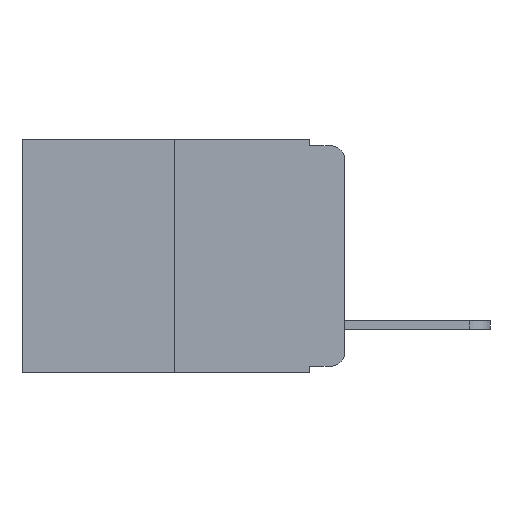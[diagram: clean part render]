
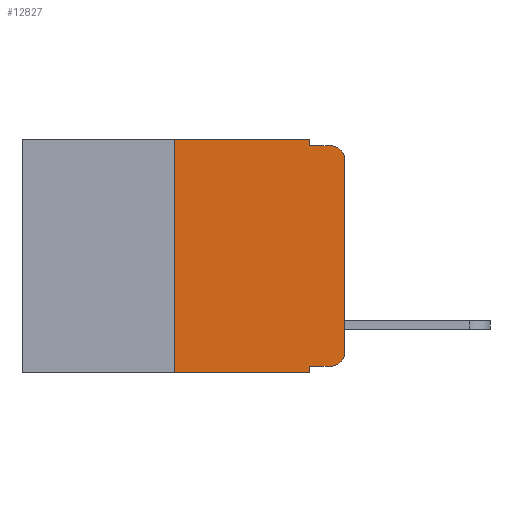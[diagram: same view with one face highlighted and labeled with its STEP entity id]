
A CAD part, left-side view. The second image highlights one B-rep face of the part: STEP entity #12827.
In plain terms, the highlighted planar face has unit normal (-1, 0, 0).
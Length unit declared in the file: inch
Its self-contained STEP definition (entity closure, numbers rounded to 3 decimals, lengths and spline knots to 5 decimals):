
#253 = EDGE_CURVE ( 'NONE', #1781, #5260, #15679, .T. ) ;
#923 = DIRECTION ( 'NONE',  ( 0., 0., -1. ) ) ;
#1132 = CARTESIAN_POINT ( 'NONE',  ( 0., 0.25, 0. ) ) ;
#1306 = VERTEX_POINT ( 'NONE', #5926 ) ;
#1396 = LINE ( 'NONE', #8281, #19006 ) ;
#1444 = CARTESIAN_POINT ( 'NONE',  ( 0., 0.051, 0. ) ) ;
#1456 = VECTOR ( 'NONE', #8282, 39.37008 ) ;
#1781 = VERTEX_POINT ( 'NONE', #3511 ) ;
#2143 = CARTESIAN_POINT ( 'NONE',  ( 0., 0.051, 0. ) ) ;
#2872 = EDGE_CURVE ( 'NONE', #4127, #12922, #16383, .T. ) ;
#2977 = EDGE_CURVE ( 'NONE', #12922, #1306, #14822, .T. ) ;
#3133 = EDGE_CURVE ( 'NONE', #8802, #1306, #20459, .T. ) ;
#3164 = EDGE_CURVE ( 'NONE', #16369, #8802, #11249, .T. ) ;
#3168 = DIRECTION ( 'NONE',  ( 0., 0., -1. ) ) ;
#3235 = EDGE_CURVE ( 'NONE', #1781, #11274, #10236, .T. ) ;
#3511 = CARTESIAN_POINT ( 'NONE',  ( 0., 0.25, -0.343 ) ) ;
#4127 = VERTEX_POINT ( 'NONE', #10803 ) ;
#4465 = DIRECTION ( 'NONE',  ( 0., -1., 0. ) ) ;
#4831 = FACE_OUTER_BOUND ( 'NONE', #16915, .T. ) ;
#5260 = VERTEX_POINT ( 'NONE', #10967 ) ;
#5926 = CARTESIAN_POINT ( 'NONE',  ( 0., 0.02, -0.01 ) ) ;
#6295 = CIRCLE ( 'NONE', #12674, 0.02 ) ;
#7064 = CARTESIAN_POINT ( 'NONE',  ( 0., 0.051, -0.01 ) ) ;
#7144 = CARTESIAN_POINT ( 'NONE',  ( 0., 0.051, 0. ) ) ;
#7346 = ORIENTED_EDGE ( 'NONE', *, *, #7979, .T. ) ;
#7427 = VECTOR ( 'NONE', #3168, 39.37008 ) ;
#7718 = EDGE_CURVE ( 'NONE', #12141, #5260, #21749, .T. ) ;
#7964 = DIRECTION ( 'NONE',  ( 0., 0., 1. ) ) ;
#7975 = EDGE_CURVE ( 'NONE', #12141, #14975, #1396, .T. ) ;
#7979 = EDGE_CURVE ( 'NONE', #14975, #4127, #6295, .T. ) ;
#8281 = CARTESIAN_POINT ( 'NONE',  ( 0., 0.051, -0.333 ) ) ;
#8282 = DIRECTION ( 'NONE',  ( 0., 0., 1. ) ) ;
#8301 = ORIENTED_EDGE ( 'NONE', *, *, #7975, .T. ) ;
#8412 = CARTESIAN_POINT ( 'NONE',  ( 0., 0.25, 0. ) ) ;
#8443 = ORIENTED_EDGE ( 'NONE', *, *, #3133, .F. ) ;
#8666 = CARTESIAN_POINT ( 'NONE',  ( 0., 0., -0.03 ) ) ;
#8802 = VERTEX_POINT ( 'NONE', #7064 ) ;
#9037 = ORIENTED_EDGE ( 'NONE', *, *, #7718, .F. ) ;
#9857 = DIRECTION ( 'NONE',  ( 0., 0., -1. ) ) ;
#9863 = DIRECTION ( 'NONE',  ( 1., 0., 0. ) ) ;
#9872 = CARTESIAN_POINT ( 'NONE',  ( 0., 0.473, 0. ) ) ;
#10028 = ORIENTED_EDGE ( 'NONE', *, *, #3164, .F. ) ;
#10037 = ORIENTED_EDGE ( 'NONE', *, *, #253, .T. ) ;
#10215 = VECTOR ( 'NONE', #18698, 39.37008 ) ;
#10236 = LINE ( 'NONE', #8412, #1456 ) ;
#10283 = ORIENTED_EDGE ( 'NONE', *, *, #3235, .F. ) ;
#10397 = ORIENTED_EDGE ( 'NONE', *, *, #17714, .F. ) ;
#10534 = PLANE ( 'NONE',  #17128 ) ;
#10803 = CARTESIAN_POINT ( 'NONE',  ( 0., 0., -0.313 ) ) ;
#10829 = VECTOR ( 'NONE', #4465, 39.37008 ) ;
#10967 = CARTESIAN_POINT ( 'NONE',  ( 0., 0.051, -0.343 ) ) ;
#11153 = ORIENTED_EDGE ( 'NONE', *, *, #2977, .T. ) ;
#11249 = LINE ( 'NONE', #2143, #7427 ) ;
#11274 = VERTEX_POINT ( 'NONE', #1132 ) ;
#12013 = VECTOR ( 'NONE', #7964, 39.37008 ) ;
#12093 = CARTESIAN_POINT ( 'NONE',  ( 0., 0.02, -0.313 ) ) ;
#12141 = VERTEX_POINT ( 'NONE', #21258 ) ;
#12674 = AXIS2_PLACEMENT_3D ( 'NONE', #12093, #21805, #19821 ) ;
#12827 = ADVANCED_FACE ( 'NONE', ( #4831 ), #10534, .F. ) ;
#12922 = VERTEX_POINT ( 'NONE', #8666 ) ;
#13517 = LINE ( 'NONE', #18387, #10215 ) ;
#14207 = DIRECTION ( 'NONE',  ( -1., 0., 0. ) ) ;
#14822 = CIRCLE ( 'NONE', #20892, 0.02 ) ;
#14975 = VERTEX_POINT ( 'NONE', #18942 ) ;
#15679 = LINE ( 'NONE', #20684, #10829 ) ;
#15788 = CARTESIAN_POINT ( 'NONE',  ( 0., 0.051, -0.01 ) ) ;
#16101 = VECTOR ( 'NONE', #21132, 39.37008 ) ;
#16369 = VERTEX_POINT ( 'NONE', #7144 ) ;
#16383 = LINE ( 'NONE', #19615, #12013 ) ;
#16849 = DIRECTION ( 'NONE',  ( 0., 0., -1. ) ) ;
#16915 = EDGE_LOOP ( 'NONE', ( #21188, #11153, #8443, #10028, #10397, #10283, #10037, #9037, #8301, #7346 ) ) ;
#17128 = AXIS2_PLACEMENT_3D ( 'NONE', #9872, #9863, #9857 ) ;
#17708 = VECTOR ( 'NONE', #923, 39.37008 ) ;
#17714 = EDGE_CURVE ( 'NONE', #11274, #16369, #13517, .T. ) ;
#18387 = CARTESIAN_POINT ( 'NONE',  ( 0., 0.473, 0. ) ) ;
#18698 = DIRECTION ( 'NONE',  ( 0., -1., 0. ) ) ;
#18942 = CARTESIAN_POINT ( 'NONE',  ( 0., 0.02, -0.333 ) ) ;
#19006 = VECTOR ( 'NONE', #21165, 39.37008 ) ;
#19615 = CARTESIAN_POINT ( 'NONE',  ( 0., 0., 0. ) ) ;
#19821 = DIRECTION ( 'NONE',  ( 0., 0., -1. ) ) ;
#20200 = CARTESIAN_POINT ( 'NONE',  ( 0., 0.02, -0.03 ) ) ;
#20459 = LINE ( 'NONE', #15788, #16101 ) ;
#20684 = CARTESIAN_POINT ( 'NONE',  ( 0., 0.473, -0.343 ) ) ;
#20892 = AXIS2_PLACEMENT_3D ( 'NONE', #20200, #14207, #16849 ) ;
#21132 = DIRECTION ( 'NONE',  ( 0., -1., 0. ) ) ;
#21165 = DIRECTION ( 'NONE',  ( 0., -1., 0. ) ) ;
#21188 = ORIENTED_EDGE ( 'NONE', *, *, #2872, .T. ) ;
#21258 = CARTESIAN_POINT ( 'NONE',  ( 0., 0.051, -0.333 ) ) ;
#21749 = LINE ( 'NONE', #1444, #17708 ) ;
#21805 = DIRECTION ( 'NONE',  ( -1., 0., 0. ) ) ;
